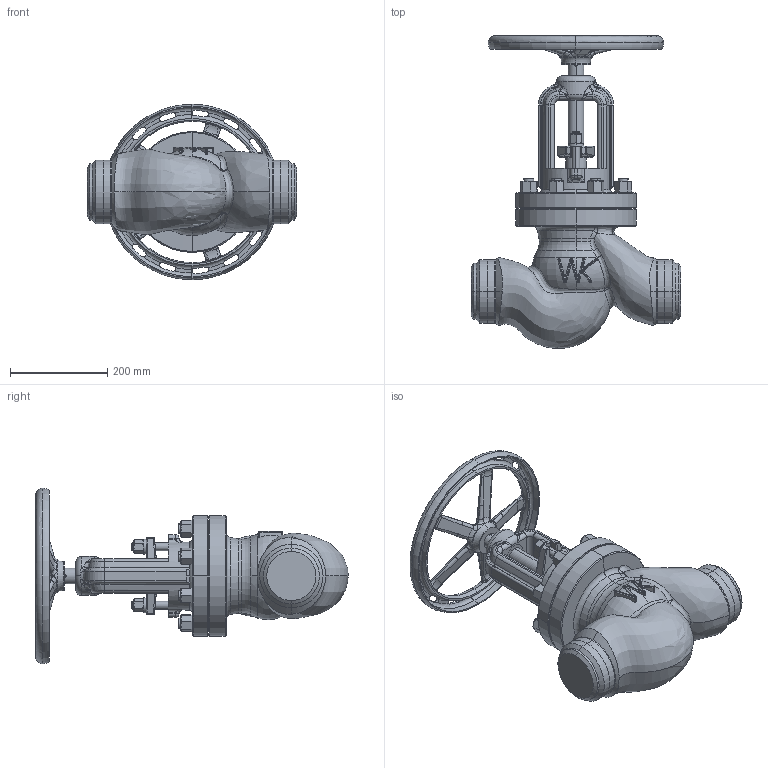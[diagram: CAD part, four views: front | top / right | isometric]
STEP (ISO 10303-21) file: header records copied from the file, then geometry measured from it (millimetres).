
FILE_DESCRIPTION (( 'STEP AP214' ), '1' );
FILE_NAME ('[100] 530S DN100 katalog.STEP', '2015-02-25T09:33:46', ( '' ), ( '' ), 'SwSTEP 2.0', 'SolidWorks 2015', '' );
FILE_SCHEMA (( 'AUTOMOTIVE_DESIGN' ));
Length unit declared in the file: millimetre
Products named in the file (1): [100] 530S DN100 katalog
Bounding box: 430 x 641.31 x 360 mm (x, y, z)
Volume: 15359839.4 mm3; surface area: 793636.3 mm2
Topology: 1 solids, 1 shells, 1051 faces, 2662 edges, 1557 vertices
Faces by surface type: cylinder 300, bspline 222, plane 219, cone 176, torus 93, sphere 41
Entity records: 64858 total; most frequent: CARTESIAN_POINT 33978, ORIENTED_EDGE 5226, DIRECTION 4439, EDGE_CURVE 2613, AXIS2_PLACEMENT_3D 1933, VERTEX_POINT 1557, EDGE_LOOP 1108, CIRCLE 1103
